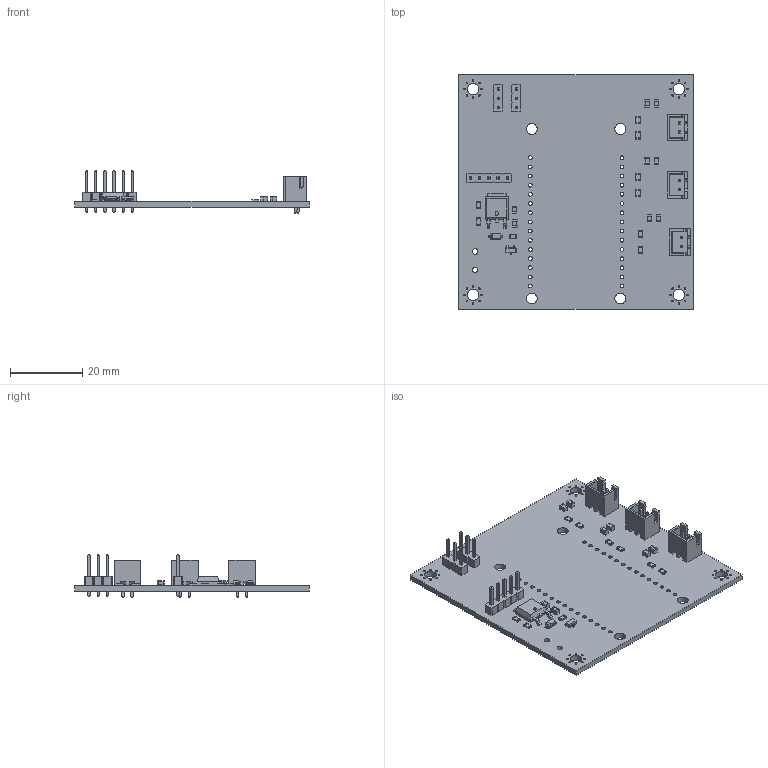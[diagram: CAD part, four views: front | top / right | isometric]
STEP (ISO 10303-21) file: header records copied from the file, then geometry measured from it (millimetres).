
FILE_DESCRIPTION(('KiCad electronic assembly'),'2;1');
FILE_NAME('carteRobotFoot.step','2023-06-24T14:41:38',('Pcbnew'),( 'Kicad'),'Open CASCADE STEP processor 7.6','KiCad to STEP converter' ,'Unknown');
FILE_SCHEMA(('AUTOMOTIVE_DESIGN { 1 0 10303 214 1 1 1 1 }'));
Length unit declared in the file: millimetre
Products named in the file (18): carteRobotFoot 1; SOT-23; SOLID; R_0805_2012Metric; TO-252-2; C_0805_2012Metric; PinHeader_1x05_P2.54mm_Vertical; PinHeader_1x03_P2.54mm_Vertical; JST_XH_B2B-XH-A_1x02_P2.50mm_Vertical; D_SOD-123; carteRobotFoot PCB
Assembly tree (35 placements, depth 3):
  carteRobotFoot 1
    SOT-23
      SOLID
    R_0805_2012Metric  x9
      SOLID
    TO-252-2
      SOLID
    C_0805_2012Metric  x8
      SOLID
    PinHeader_1x05_P2.54mm_Vertical
      SOLID
    PinHeader_1x03_P2.54mm_Vertical  x2
      SOLID
    JST_XH_B2B-XH-A_1x02_P2.50mm_Vertical  x3
      SOLID
    D_SOD-123
      SOLID
    carteRobotFoot PCB
Bounding box: 65 x 65 x 11.94 mm (x, y, z)
Volume: 7400.3 mm3; surface area: 11240.5 mm2
Topology: 27 solids, 27 shells, 1319 faces, 3388 edges, 2178 vertices
Faces by surface type: bspline 1224, cylinder 89, plane 6
Full cylindrical faces by diameter (mm): 0.5 x32, 1 x17, 1.02 x30, 1.52 x2, 3 x4, 3.2 x4
Entity records: 43013 total; most frequent: CARTESIAN_POINT 14626, B_SPLINE_CURVE_WITH_KNOTS 3981, ORIENTED_EDGE 3364, PCURVE 3364, DEFINITIONAL_REPRESENTATION 3364, EDGE_CURVE 1682, SURFACE_CURVE 1592, DIRECTION 1099
